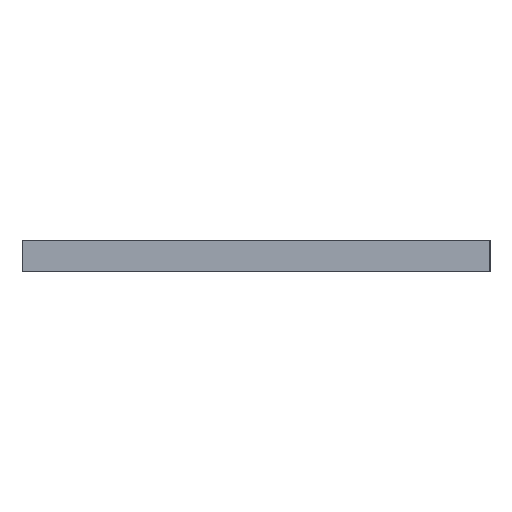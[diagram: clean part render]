
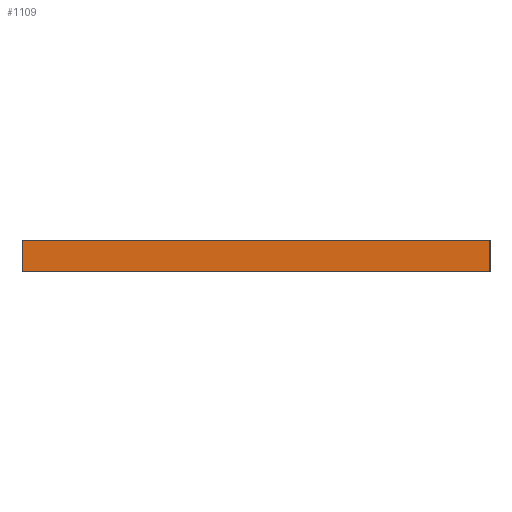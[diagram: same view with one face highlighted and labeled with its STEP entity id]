
A CAD part, left-side view. The second image highlights one B-rep face of the part: STEP entity #1109.
In plain terms, the highlighted planar face has unit normal (-1, 0, 0).
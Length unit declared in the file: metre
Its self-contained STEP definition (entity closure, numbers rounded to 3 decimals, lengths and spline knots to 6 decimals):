
#20=LINE('',#1859,#32);
#25=LINE('',#1870,#37);
#28=LINE('',#1877,#40);
#30=LINE('',#1880,#42);
#32=VECTOR('',#1585,1.);
#37=VECTOR('',#1592,1.);
#40=VECTOR('',#1597,1.);
#42=VECTOR('',#1601,1.);
#47=PLANE('',#1278);
#262=ORIENTED_EDGE('',*,*,#384,.T.);
#263=ORIENTED_EDGE('',*,*,#379,.T.);
#264=ORIENTED_EDGE('',*,*,#374,.F.);
#265=ORIENTED_EDGE('',*,*,#382,.F.);
#374=EDGE_CURVE('',#486,#487,#20,.T.);
#379=EDGE_CURVE('',#491,#487,#25,.T.);
#382=EDGE_CURVE('',#493,#486,#28,.T.);
#384=EDGE_CURVE('',#493,#491,#30,.T.);
#486=VERTEX_POINT('',#1860);
#487=VERTEX_POINT('',#1861);
#491=VERTEX_POINT('',#1871);
#493=VERTEX_POINT('',#1876);
#797=EDGE_LOOP('',(#262,#263,#264,#265));
#1003=FACE_BOUND('',#797,.T.);
#1109=ADVANCED_FACE('',(#1003),#47,.T.);
#1278=AXIS2_PLACEMENT_3D('',#1879,#1599,#1600);
#1585=DIRECTION('',(0.,0.,1.));
#1592=DIRECTION('',(0.,1.,0.));
#1597=DIRECTION('',(0.,1.,0.));
#1599=DIRECTION('',(-1.,0.,0.));
#1600=DIRECTION('',(0.,1.,0.));
#1601=DIRECTION('',(0.,0.,1.));
#1859=CARTESIAN_POINT('',(-0.03556,0.012065,0.));
#1860=CARTESIAN_POINT('',(-0.03556,0.012065,0.));
#1861=CARTESIAN_POINT('',(-0.03556,0.012065,0.0016));
#1870=CARTESIAN_POINT('',(-0.03556,-0.012065,0.0016));
#1871=CARTESIAN_POINT('',(-0.03556,-0.012065,0.0016));
#1876=CARTESIAN_POINT('',(-0.03556,-0.012065,0.));
#1877=CARTESIAN_POINT('',(-0.03556,-0.012065,0.));
#1879=CARTESIAN_POINT('',(-0.03556,-0.012065,0.));
#1880=CARTESIAN_POINT('',(-0.03556,-0.012065,0.));
